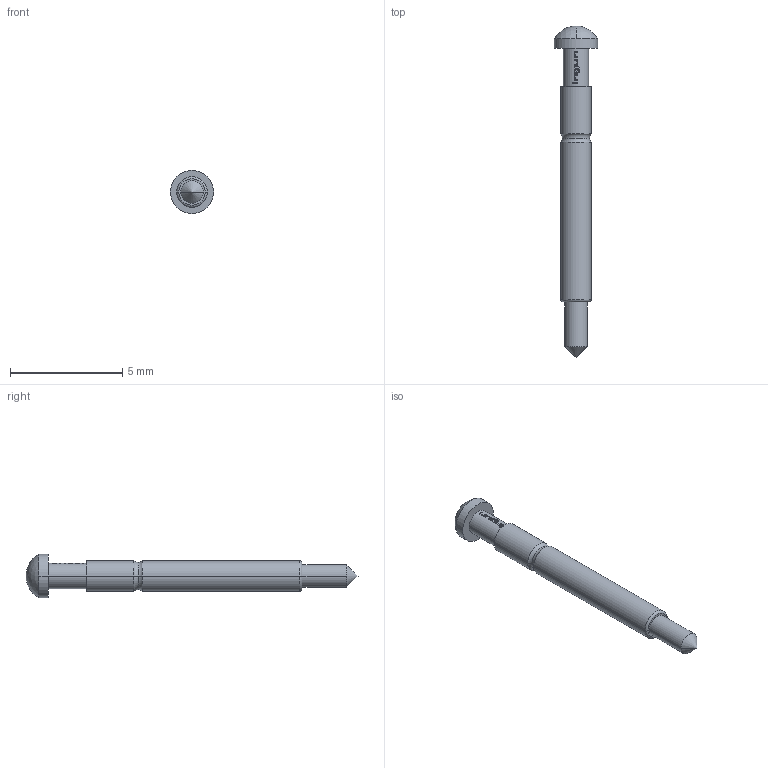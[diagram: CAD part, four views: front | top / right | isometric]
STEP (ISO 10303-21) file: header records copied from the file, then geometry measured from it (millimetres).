
FILE_DESCRIPTION (( 'STEP AP203' ), '1' );
FILE_NAME ('INGUN_GKS-064_305_193_A_xx00_L.STEP', '2022-05-09T12:39:51', ( 'ochi' ), ( '' ), 'SwSTEP 2.0', 'SolidWorks 2018', '' );
FILE_SCHEMA (( 'CONFIG_CONTROL_DESIGN' ));
Length unit declared in the file: millimetre
Products named in the file (1): INGUN_GKS-064_305_193_A_xx00_L
Bounding box: 1.93 x 14.8 x 1.93 mm (x, y, z)
Volume: 19.6 mm3; surface area: 64.3 mm2
Topology: 1 solids, 1 shells, 81 faces, 204 edges, 132 vertices
Faces by surface type: bspline 33, plane 22, cylinder 16, torus 6, sphere 2, cone 2
Entity records: 3071 total; most frequent: CARTESIAN_POINT 1435, ORIENTED_EDGE 404, EDGE_CURVE 202, DIRECTION 178, B_SPLINE_CURVE_WITH_KNOTS 156, VERTEX_POINT 132, EDGE_LOOP 90, AXIS2_PLACEMENT_3D 83
